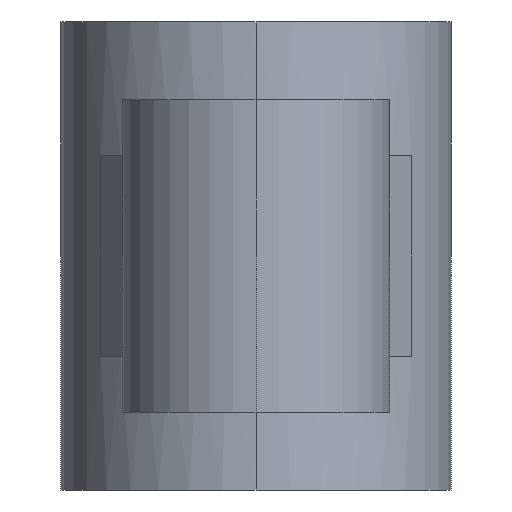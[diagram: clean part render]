
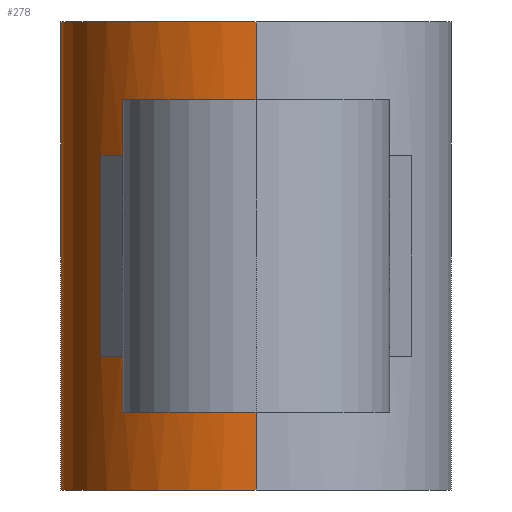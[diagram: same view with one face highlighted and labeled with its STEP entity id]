
A CAD part, left-side view. The second image highlights one B-rep face of the part: STEP entity #278.
In plain terms, the highlighted cylindrical face has radius 17.5 mm (diameter 35 mm), a partial arc.
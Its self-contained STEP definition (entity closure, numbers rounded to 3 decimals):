
#28 = EDGE_CURVE ( 'NONE', #225, #860, #728, .T. ) ;
#42 = VERTEX_POINT ( 'NONE', #153 ) ;
#51 = CARTESIAN_POINT ( 'NONE',  ( 106.5, 0., 21. ) ) ;
#80 = VERTEX_POINT ( 'NONE', #51 ) ;
#83 = CARTESIAN_POINT ( 'NONE',  ( 78.388, 13.916, 9. ) ) ;
#85 = VERTEX_POINT ( 'NONE', #300 ) ;
#91 = FACE_OUTER_BOUND ( 'NONE', #929, .T. ) ;
#95 = ORIENTED_EDGE ( 'NONE', *, *, #816, .F. ) ;
#113 = VERTEX_POINT ( 'NONE', #926 ) ;
#125 = LINE ( 'NONE', #144, #753 ) ;
#140 = DIRECTION ( 'NONE',  ( 0., 0., 1. ) ) ;
#144 = CARTESIAN_POINT ( 'NONE',  ( 71.5, 0., 21. ) ) ;
#153 = CARTESIAN_POINT ( 'NONE',  ( 71.5, 0., 9. ) ) ;
#162 = AXIS2_PLACEMENT_3D ( 'NONE', #867, #140, #464 ) ;
#168 = EDGE_CURVE ( 'NONE', #893, #42, #125, .T. ) ;
#191 = CARTESIAN_POINT ( 'NONE',  ( 89., 0., 21. ) ) ;
#225 = VERTEX_POINT ( 'NONE', #83 ) ;
#235 = CARTESIAN_POINT ( 'NONE',  ( 89., 0., 9. ) ) ;
#244 = EDGE_CURVE ( 'NONE', #225, #42, #932, .T. ) ;
#257 = DIRECTION ( 'NONE',  ( 0., 0., -1. ) ) ;
#259 = DIRECTION ( 'NONE',  ( 0., 0., 1. ) ) ;
#262 = EDGE_CURVE ( 'NONE', #860, #267, #529, .T. ) ;
#267 = VERTEX_POINT ( 'NONE', #811 ) ;
#275 = AXIS2_PLACEMENT_3D ( 'NONE', #191, #259, #627 ) ;
#278 = ADVANCED_FACE ( 'NONE', ( #91 ), #645, .T. ) ;
#298 = ORIENTED_EDGE ( 'NONE', *, *, #28, .F. ) ;
#300 = CARTESIAN_POINT ( 'NONE',  ( 106.5, 0., -21. ) ) ;
#303 = ORIENTED_EDGE ( 'NONE', *, *, #610, .T. ) ;
#320 = DIRECTION ( 'NONE',  ( 0., 0., 1. ) ) ;
#330 = CIRCLE ( 'NONE', #162, 17.5 ) ;
#331 = CARTESIAN_POINT ( 'NONE',  ( 89., 0., -9. ) ) ;
#370 = ORIENTED_EDGE ( 'NONE', *, *, #820, .T. ) ;
#404 = ORIENTED_EDGE ( 'NONE', *, *, #244, .T. ) ;
#412 = CARTESIAN_POINT ( 'NONE',  ( 89., 0., 21. ) ) ;
#415 = CARTESIAN_POINT ( 'NONE',  ( 71.5, 0., 21. ) ) ;
#441 = VECTOR ( 'NONE', #1016, 1000. ) ;
#444 = VECTOR ( 'NONE', #257, 1000. ) ;
#460 = ORIENTED_EDGE ( 'NONE', *, *, #989, .F. ) ;
#464 = DIRECTION ( 'NONE',  ( 1., 0., 0. ) ) ;
#465 = DIRECTION ( 'NONE',  ( 0., 0., -1. ) ) ;
#529 = CIRCLE ( 'NONE', #548, 17.5 ) ;
#548 = AXIS2_PLACEMENT_3D ( 'NONE', #331, #320, #562 ) ;
#562 = DIRECTION ( 'NONE',  ( 1., 0., 0. ) ) ;
#593 = ORIENTED_EDGE ( 'NONE', *, *, #262, .F. ) ;
#610 = EDGE_CURVE ( 'NONE', #85, #113, #330, .T. ) ;
#627 = DIRECTION ( 'NONE',  ( 1., 0., 0. ) ) ;
#629 = AXIS2_PLACEMENT_3D ( 'NONE', #412, #743, #972 ) ;
#645 = CYLINDRICAL_SURFACE ( 'NONE', #629, 17.5 ) ;
#728 = LINE ( 'NONE', #1036, #868 ) ;
#743 = DIRECTION ( 'NONE',  ( 0., 0., -1. ) ) ;
#753 = VECTOR ( 'NONE', #465, 1000. ) ;
#784 = CIRCLE ( 'NONE', #275, 17.5 ) ;
#797 = CARTESIAN_POINT ( 'NONE',  ( 106.5, 0., 21. ) ) ;
#805 = DIRECTION ( 'NONE',  ( 0., 0., -1. ) ) ;
#811 = CARTESIAN_POINT ( 'NONE',  ( 71.5, 0., -9. ) ) ;
#816 = EDGE_CURVE ( 'NONE', #80, #893, #784, .T. ) ;
#820 = EDGE_CURVE ( 'NONE', #80, #85, #858, .T. ) ;
#850 = AXIS2_PLACEMENT_3D ( 'NONE', #235, #1049, #888 ) ;
#858 = LINE ( 'NONE', #797, #441 ) ;
#860 = VERTEX_POINT ( 'NONE', #954 ) ;
#867 = CARTESIAN_POINT ( 'NONE',  ( 89., 0., -21. ) ) ;
#868 = VECTOR ( 'NONE', #805, 1000. ) ;
#888 = DIRECTION ( 'NONE',  ( 1., 0., 0. ) ) ;
#893 = VERTEX_POINT ( 'NONE', #1022 ) ;
#897 = LINE ( 'NONE', #415, #444 ) ;
#926 = CARTESIAN_POINT ( 'NONE',  ( 71.5, 0., -21. ) ) ;
#929 = EDGE_LOOP ( 'NONE', ( #95, #370, #303, #460, #593, #298, #404, #1024 ) ) ;
#932 = CIRCLE ( 'NONE', #850, 17.5 ) ;
#954 = CARTESIAN_POINT ( 'NONE',  ( 78.388, 13.916, -9. ) ) ;
#972 = DIRECTION ( 'NONE',  ( -1., 0., 0. ) ) ;
#989 = EDGE_CURVE ( 'NONE', #267, #113, #897, .T. ) ;
#1016 = DIRECTION ( 'NONE',  ( 0., 0., -1. ) ) ;
#1022 = CARTESIAN_POINT ( 'NONE',  ( 71.5, 0., 21. ) ) ;
#1024 = ORIENTED_EDGE ( 'NONE', *, *, #168, .F. ) ;
#1036 = CARTESIAN_POINT ( 'NONE',  ( 78.388, 13.916, 9. ) ) ;
#1049 = DIRECTION ( 'NONE',  ( 0., 0., 1. ) ) ;
